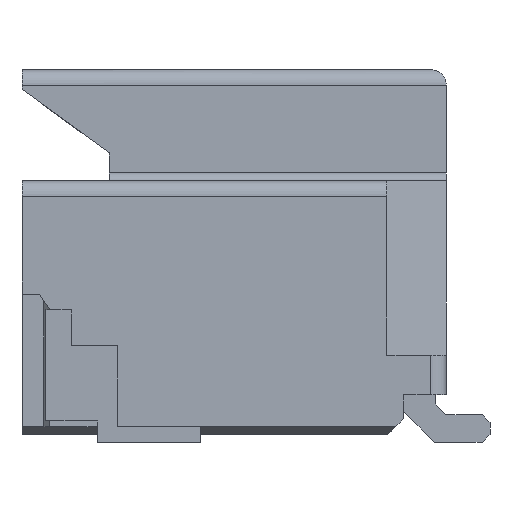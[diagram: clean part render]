
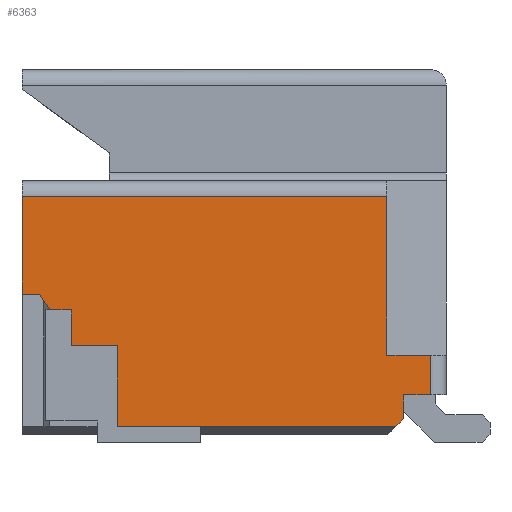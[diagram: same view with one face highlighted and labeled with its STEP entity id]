
A CAD part, left-side view. The second image highlights one B-rep face of the part: STEP entity #6363.
In plain terms, the highlighted planar face has unit normal (-1, 0, 0).
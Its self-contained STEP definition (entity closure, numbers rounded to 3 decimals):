
#601=DIRECTION('',(0.,0.,1.));
#602=VECTOR('',#601,1.23);
#603=CARTESIAN_POINT('',(-5.,2.675,0.17));
#604=LINE('',#603,#602);
#938=DIRECTION('',(0.,-0.545,-0.838));
#939=VECTOR('',#938,0.239);
#940=CARTESIAN_POINT('',(-5.,2.455,0.17));
#941=LINE('',#940,#939);
#1006=DIRECTION('',(0.,1.,0.));
#1007=VECTOR('',#1006,0.55);
#1008=CARTESIAN_POINT('',(-5.,-2.475,-0.6));
#1009=LINE('',#1008,#1007);
#1010=DIRECTION('',(0.,-1.,0.));
#1011=VECTOR('',#1010,0.34);
#1012=CARTESIAN_POINT('',(-5.,-2.135,-1.1));
#1013=LINE('',#1012,#1011);
#1014=DIRECTION('',(0.,0.,1.));
#1015=VECTOR('',#1014,0.3);
#1016=CARTESIAN_POINT('',(-5.,-2.135,-1.4));
#1017=LINE('',#1016,#1015);
#1018=DIRECTION('',(0.,-1.,0.));
#1019=VECTOR('',#1018,3.51);
#1020=CARTESIAN_POINT('',(-5.,1.475,-1.5));
#1021=LINE('',#1020,#1019);
#1022=DIRECTION('',(0.,0.,1.));
#1023=VECTOR('',#1022,1.02);
#1024=CARTESIAN_POINT('',(-5.,1.475,-1.5));
#1025=LINE('',#1024,#1023);
#1026=DIRECTION('',(0.,1.,0.));
#1027=VECTOR('',#1026,0.58);
#1028=CARTESIAN_POINT('',(-5.,1.475,-0.48));
#1029=LINE('',#1028,#1027);
#1030=DIRECTION('',(0.,0.,1.));
#1031=VECTOR('',#1030,0.45);
#1032=CARTESIAN_POINT('',(-5.,2.055,-0.48));
#1033=LINE('',#1032,#1031);
#1034=DIRECTION('',(0.,1.,0.));
#1035=VECTOR('',#1034,0.27);
#1036=CARTESIAN_POINT('',(-5.,2.055,-0.03));
#1037=LINE('',#1036,#1035);
#1038=DIRECTION('',(0.,-1.,0.));
#1039=VECTOR('',#1038,0.22);
#1040=CARTESIAN_POINT('',(-5.,2.675,0.17));
#1041=LINE('',#1040,#1039);
#1042=DIRECTION('',(0.,0.,-1.));
#1043=VECTOR('',#1042,2.);
#1044=CARTESIAN_POINT('',(-5.,-1.925,1.4));
#1045=LINE('',#1044,#1043);
#1068=DIRECTION('',(0.,0.,-1.));
#1069=VECTOR('',#1068,0.5);
#1070=CARTESIAN_POINT('',(-5.,-2.475,-0.6));
#1071=LINE('',#1070,#1069);
#1081=DIRECTION('',(0.,-1.,0.));
#1082=VECTOR('',#1081,4.6);
#1083=CARTESIAN_POINT('',(-5.,2.675,1.4));
#1084=LINE('',#1083,#1082);
#1202=DIRECTION('',(0.,-0.707,0.707));
#1203=VECTOR('',#1202,0.141);
#1204=CARTESIAN_POINT('',(-5.,-2.035,-1.5));
#1205=LINE('',#1204,#1203);
#4131=CARTESIAN_POINT('',(-5.,-2.135,-1.4));
#4133=VERTEX_POINT('',#4131);
#4134=CARTESIAN_POINT('',(-5.,-2.135,-1.1));
#4135=VERTEX_POINT('',#4134);
#4138=CARTESIAN_POINT('',(-5.,-2.035,-1.5));
#4139=VERTEX_POINT('',#4138);
#4160=CARTESIAN_POINT('',(-5.,1.475,-1.5));
#4161=CARTESIAN_POINT('',(-5.,1.475,-0.48));
#4162=VERTEX_POINT('',#4160);
#4163=VERTEX_POINT('',#4161);
#4164=CARTESIAN_POINT('',(-5.,2.055,-0.48));
#4165=VERTEX_POINT('',#4164);
#4166=CARTESIAN_POINT('',(-5.,2.055,-0.03));
#4167=VERTEX_POINT('',#4166);
#4172=CARTESIAN_POINT('',(-5.,2.675,0.17));
#4174=VERTEX_POINT('',#4172);
#4184=CARTESIAN_POINT('',(-5.,2.455,0.17));
#4185=VERTEX_POINT('',#4184);
#4192=CARTESIAN_POINT('',(-5.,2.325,-0.03));
#4193=VERTEX_POINT('',#4192);
#4200=CARTESIAN_POINT('',(-5.,-2.475,-0.6));
#4201=CARTESIAN_POINT('',(-5.,-1.925,-0.6));
#4202=VERTEX_POINT('',#4200);
#4203=VERTEX_POINT('',#4201);
#4204=CARTESIAN_POINT('',(-5.,-1.925,1.4));
#4205=VERTEX_POINT('',#4204);
#4212=CARTESIAN_POINT('',(-5.,2.675,1.4));
#4214=VERTEX_POINT('',#4212);
#4225=CARTESIAN_POINT('',(-5.,-2.475,-1.1));
#4227=VERTEX_POINT('',#4225);
#6332=CARTESIAN_POINT('',(-5.,-2.675,-1.6));
#6333=DIRECTION('',(-1.,0.,0.));
#6334=DIRECTION('',(0.,0.,1.));
#6335=AXIS2_PLACEMENT_3D('',#6332,#6333,#6334);
#6336=PLANE('',#6335);
#6338=ORIENTED_EDGE('',*,*,#6337,.F.);
#6340=ORIENTED_EDGE('',*,*,#6339,.T.);
#6341=ORIENTED_EDGE('',*,*,#5611,.F.);
#6343=ORIENTED_EDGE('',*,*,#6342,.F.);
#6345=ORIENTED_EDGE('',*,*,#6344,.F.);
#6346=ORIENTED_EDGE('',*,*,#6199,.F.);
#6348=ORIENTED_EDGE('',*,*,#6347,.T.);
#6350=ORIENTED_EDGE('',*,*,#6349,.T.);
#6351=ORIENTED_EDGE('',*,*,#6310,.T.);
#6352=ORIENTED_EDGE('',*,*,#6253,.T.);
#6353=ORIENTED_EDGE('',*,*,#6236,.F.);
#6355=ORIENTED_EDGE('',*,*,#6354,.F.);
#6356=ORIENTED_EDGE('',*,*,#5728,.T.);
#6358=ORIENTED_EDGE('',*,*,#6357,.T.);
#6360=ORIENTED_EDGE('',*,*,#6359,.T.);
#6361=EDGE_LOOP('',(#6338,#6340,#6341,#6343,#6345,#6346,#6348,#6350,#6351,#6352,
#6353,#6355,#6356,#6358,#6360));
#6362=FACE_OUTER_BOUND('',#6361,.F.);
#6363=ADVANCED_FACE('',(#6362),#6336,.T.);
#5611=EDGE_CURVE('',#4135,#4227,#1013,.T.);
#5728=EDGE_CURVE('',#4174,#4214,#604,.T.);
#6199=EDGE_CURVE('',#4162,#4139,#1021,.T.);
#6236=EDGE_CURVE('',#4185,#4193,#941,.T.);
#6253=EDGE_CURVE('',#4167,#4193,#1037,.T.);
#6310=EDGE_CURVE('',#4165,#4167,#1033,.T.);
#6337=EDGE_CURVE('',#4202,#4203,#1009,.T.);
#6339=EDGE_CURVE('',#4202,#4227,#1071,.T.);
#6342=EDGE_CURVE('',#4133,#4135,#1017,.T.);
#6344=EDGE_CURVE('',#4139,#4133,#1205,.T.);
#6347=EDGE_CURVE('',#4162,#4163,#1025,.T.);
#6349=EDGE_CURVE('',#4163,#4165,#1029,.T.);
#6354=EDGE_CURVE('',#4174,#4185,#1041,.T.);
#6357=EDGE_CURVE('',#4214,#4205,#1084,.T.);
#6359=EDGE_CURVE('',#4205,#4203,#1045,.T.);
